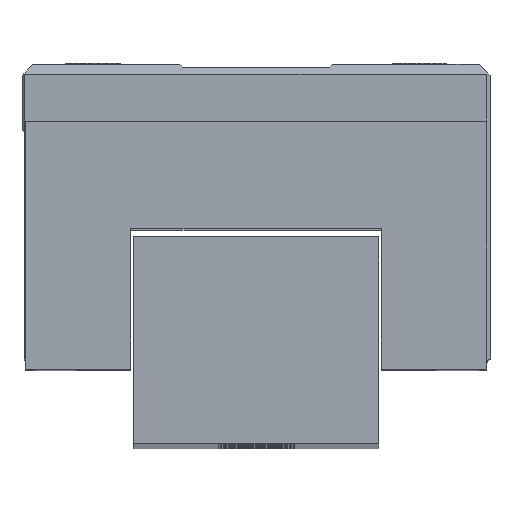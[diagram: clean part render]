
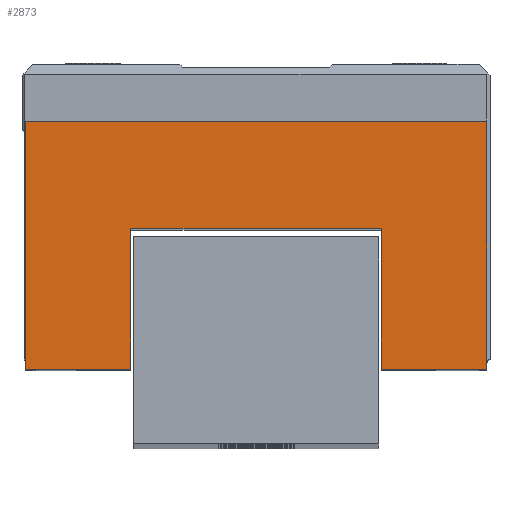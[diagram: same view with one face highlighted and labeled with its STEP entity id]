
A CAD part, top view. The second image highlights one B-rep face of the part: STEP entity #2873.
In plain terms, the highlighted planar face has unit normal (0, 0, 1).
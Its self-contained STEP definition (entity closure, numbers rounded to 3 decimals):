
#1384=DIRECTION('',(0.,-1.,0.));
#1385=VECTOR('',#1384,45.4);
#1386=CARTESIAN_POINT('',(-42.35,28.4,81.5));
#1387=LINE('',#1386,#1385);
#1388=DIRECTION('',(-1.,0.,0.));
#1389=VECTOR('',#1388,84.7);
#1390=CARTESIAN_POINT('',(42.35,28.4,81.5));
#1391=LINE('',#1390,#1389);
#1392=DIRECTION('',(0.,1.,0.));
#1393=VECTOR('',#1392,45.4);
#1394=CARTESIAN_POINT('',(42.35,-17.,81.5));
#1395=LINE('',#1394,#1393);
#1396=DIRECTION('',(1.,0.,0.));
#1397=VECTOR('',#1396,19.35);
#1398=CARTESIAN_POINT('',(23.,-17.,81.5));
#1399=LINE('',#1398,#1397);
#1400=DIRECTION('',(0.,-1.,0.));
#1401=VECTOR('',#1400,25.8);
#1402=CARTESIAN_POINT('',(23.,8.8,81.5));
#1403=LINE('',#1402,#1401);
#1404=DIRECTION('',(1.,0.,0.));
#1405=VECTOR('',#1404,46.);
#1406=CARTESIAN_POINT('',(-23.,8.8,81.5));
#1407=LINE('',#1406,#1405);
#1408=DIRECTION('',(0.,1.,0.));
#1409=VECTOR('',#1408,25.8);
#1410=CARTESIAN_POINT('',(-23.,-17.,81.5));
#1411=LINE('',#1410,#1409);
#1412=DIRECTION('',(1.,0.,0.));
#1413=VECTOR('',#1412,19.35);
#1414=CARTESIAN_POINT('',(-42.35,-17.,81.5));
#1415=LINE('',#1414,#1413);
#1988=CARTESIAN_POINT('',(-42.35,28.4,81.5));
#1989=CARTESIAN_POINT('',(-42.35,-17.,81.5));
#1990=VERTEX_POINT('',#1988);
#1991=VERTEX_POINT('',#1989);
#1992=CARTESIAN_POINT('',(-23.,-17.,81.5));
#1993=VERTEX_POINT('',#1992);
#1994=CARTESIAN_POINT('',(-23.,8.8,81.5));
#1995=VERTEX_POINT('',#1994);
#1996=CARTESIAN_POINT('',(23.,8.8,81.5));
#1997=CARTESIAN_POINT('',(23.,-17.,81.5));
#1998=VERTEX_POINT('',#1996);
#1999=VERTEX_POINT('',#1997);
#2000=CARTESIAN_POINT('',(42.35,-17.,81.5));
#2001=VERTEX_POINT('',#2000);
#2002=CARTESIAN_POINT('',(42.35,28.4,81.5));
#2003=VERTEX_POINT('',#2002);
#2857=CARTESIAN_POINT('',(0.,0.,81.5));
#2858=DIRECTION('',(0.,0.,1.));
#2859=DIRECTION('',(1.,0.,0.));
#2860=AXIS2_PLACEMENT_3D('',#2857,#2858,#2859);
#2861=PLANE('',#2860);
#2862=ORIENTED_EDGE('',*,*,#2822,.F.);
#2863=ORIENTED_EDGE('',*,*,#2838,.F.);
#2864=ORIENTED_EDGE('',*,*,#2851,.F.);
#2865=ORIENTED_EDGE('',*,*,#2757,.F.);
#2866=ORIENTED_EDGE('',*,*,#2694,.F.);
#2868=ORIENTED_EDGE('',*,*,#2867,.F.);
#2869=ORIENTED_EDGE('',*,*,#2653,.F.);
#2870=ORIENTED_EDGE('',*,*,#2445,.F.);
#2871=EDGE_LOOP('',(#2862,#2863,#2864,#2865,#2866,#2868,#2869,#2870));
#2872=FACE_OUTER_BOUND('',#2871,.F.);
#2873=ADVANCED_FACE('',(#2872),#2861,.T.);
#2445=EDGE_CURVE('',#1991,#1993,#1415,.T.);
#2653=EDGE_CURVE('',#1993,#1995,#1411,.T.);
#2694=EDGE_CURVE('',#1998,#1999,#1403,.T.);
#2757=EDGE_CURVE('',#1999,#2001,#1399,.T.);
#2822=EDGE_CURVE('',#1990,#1991,#1387,.T.);
#2838=EDGE_CURVE('',#2003,#1990,#1391,.T.);
#2851=EDGE_CURVE('',#2001,#2003,#1395,.T.);
#2867=EDGE_CURVE('',#1995,#1998,#1407,.T.);
